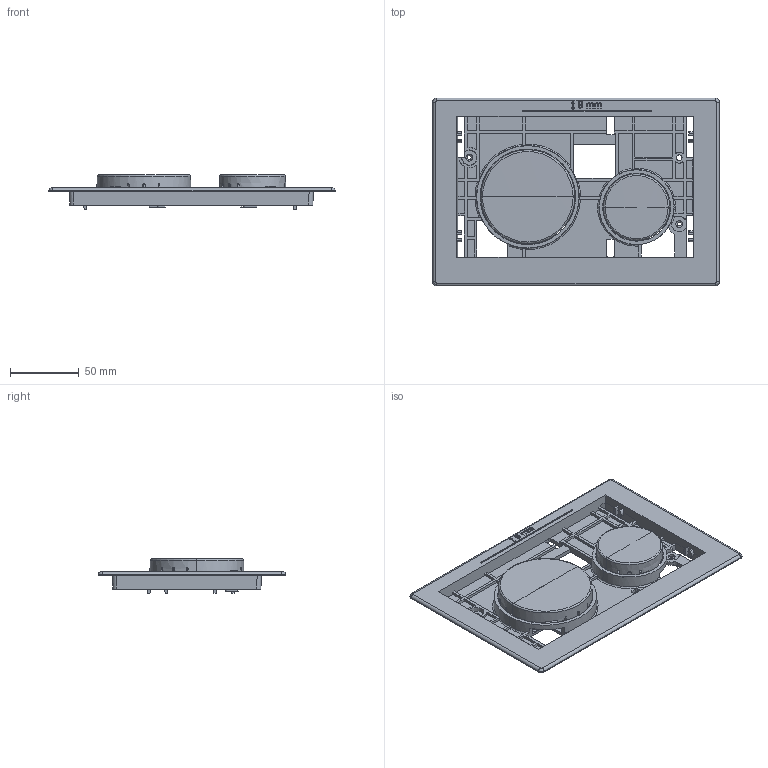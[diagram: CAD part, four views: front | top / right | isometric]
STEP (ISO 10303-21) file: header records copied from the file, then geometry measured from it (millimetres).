
FILE_DESCRIPTION((''),'2;1');
FILE_NAME('9_240_669_ASM','2012-09-07T',('mmeiser'),('NET'),'PRO/ENGINEER BY PARAMETRIC TECHNOLOGY CORPORATION, 2010230','PRO/ENGINEER BY PARAMETRIC TECHNOLOGY CORPORATION, 2010230','');
FILE_SCHEMA(('AUTOMOTIVE_DESIGN_CC2 { 1 2 10303 214 -1 1 5 2 }'));
Products named in the file (6): SP860_002_00; SP860_003_00; SP860_004_00; SP860_005_00; SP869_001_00_ASM; 9_240_669_ASM
Assembly tree (10 placements, depth 3):
  9_240_669_ASM
    SP869_001_00_ASM
      SP860_002_00
      SP860_003_00
      SP860_004_00
      SP860_005_00  x6
Bounding box: 208 x 136.5 x 25.06 mm (x, y, z)
Volume: 109668.2 mm3; surface area: 100809.1 mm2
Topology: 9 solids, 9 shells, 1623 faces, 4259 edges, 2660 vertices
Faces by surface type: plane 563, bspline 389, cylinder 255, cone 195, torus 116, extrusion 75, sphere 30
Entity records: 73692 total; most frequent: CARTESIAN_POINT 28752, ORIENTED_EDGE 8234, DIRECTION 6140, EDGE_CURVE 4117, PRESENTATION_STYLE_ASSIGNMENT 3173, STYLED_ITEM 3173, CURVE_STYLE 3171, VERTEX_POINT 2588
